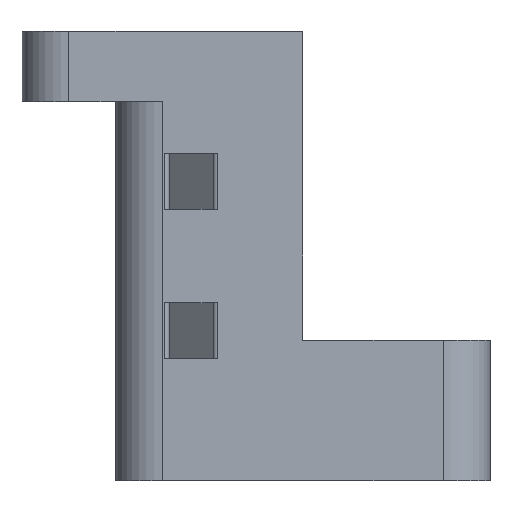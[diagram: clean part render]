
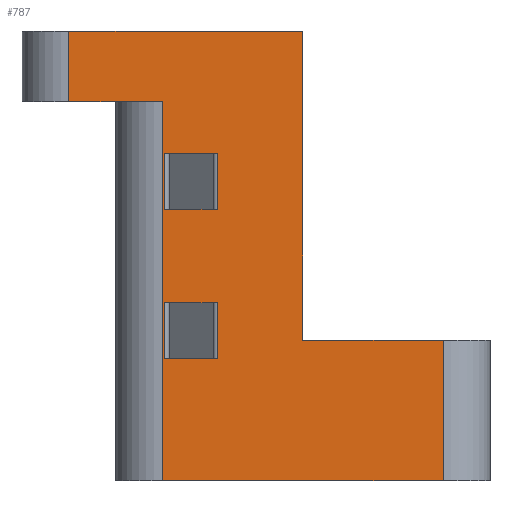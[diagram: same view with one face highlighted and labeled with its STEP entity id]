
A CAD part, left-side view. The second image highlights one B-rep face of the part: STEP entity #787.
In plain terms, the highlighted planar face has unit normal (-1, 0, 0).
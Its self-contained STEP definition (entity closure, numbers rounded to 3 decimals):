
#17=FACE_BOUND('',#92,.T.);
#18=FACE_BOUND('',#93,.T.);
#25=PLANE('',#848);
#49=FACE_OUTER_BOUND('',#91,.T.);
#91=EDGE_LOOP('',(#554,#555,#556,#557,#558,#559,#560,#561));
#92=EDGE_LOOP('',(#562,#563,#564,#565));
#93=EDGE_LOOP('',(#566,#567,#568,#569));
#143=LINE('',#1179,#225);
#146=LINE('',#1192,#228);
#147=LINE('',#1195,#229);
#148=LINE('',#1197,#230);
#149=LINE('',#1199,#231);
#150=LINE('',#1201,#232);
#151=LINE('',#1203,#233);
#152=LINE('',#1204,#234);
#153=LINE('',#1207,#235);
#154=LINE('',#1209,#236);
#155=LINE('',#1211,#237);
#156=LINE('',#1212,#238);
#157=LINE('',#1215,#239);
#158=LINE('',#1217,#240);
#159=LINE('',#1219,#241);
#160=LINE('',#1220,#242);
#225=VECTOR('',#937,10.);
#228=VECTOR('',#950,10.);
#229=VECTOR('',#953,10.);
#230=VECTOR('',#954,10.);
#231=VECTOR('',#955,10.);
#232=VECTOR('',#956,10.);
#233=VECTOR('',#957,10.);
#234=VECTOR('',#958,10.);
#235=VECTOR('',#959,10.);
#236=VECTOR('',#960,10.);
#237=VECTOR('',#961,10.);
#238=VECTOR('',#962,10.);
#239=VECTOR('',#963,10.);
#240=VECTOR('',#964,10.);
#241=VECTOR('',#965,10.);
#242=VECTOR('',#966,10.);
#344=VERTEX_POINT('',#1176);
#345=VERTEX_POINT('',#1178);
#350=VERTEX_POINT('',#1190);
#351=VERTEX_POINT('',#1194);
#352=VERTEX_POINT('',#1196);
#353=VERTEX_POINT('',#1198);
#354=VERTEX_POINT('',#1200);
#355=VERTEX_POINT('',#1202);
#356=VERTEX_POINT('',#1205);
#357=VERTEX_POINT('',#1206);
#358=VERTEX_POINT('',#1208);
#359=VERTEX_POINT('',#1210);
#360=VERTEX_POINT('',#1213);
#361=VERTEX_POINT('',#1214);
#362=VERTEX_POINT('',#1216);
#363=VERTEX_POINT('',#1218);
#424=EDGE_CURVE('',#344,#345,#143,.T.);
#431=EDGE_CURVE('',#350,#344,#146,.T.);
#432=EDGE_CURVE('',#351,#350,#147,.T.);
#433=EDGE_CURVE('',#352,#351,#148,.T.);
#434=EDGE_CURVE('',#353,#352,#149,.T.);
#435=EDGE_CURVE('',#354,#353,#150,.T.);
#436=EDGE_CURVE('',#355,#354,#151,.T.);
#437=EDGE_CURVE('',#355,#345,#152,.T.);
#438=EDGE_CURVE('',#356,#357,#153,.T.);
#439=EDGE_CURVE('',#358,#357,#154,.T.);
#440=EDGE_CURVE('',#358,#359,#155,.T.);
#441=EDGE_CURVE('',#356,#359,#156,.T.);
#442=EDGE_CURVE('',#360,#361,#157,.T.);
#443=EDGE_CURVE('',#362,#361,#158,.T.);
#444=EDGE_CURVE('',#362,#363,#159,.T.);
#445=EDGE_CURVE('',#360,#363,#160,.T.);
#554=ORIENTED_EDGE('',*,*,#431,.F.);
#555=ORIENTED_EDGE('',*,*,#432,.F.);
#556=ORIENTED_EDGE('',*,*,#433,.F.);
#557=ORIENTED_EDGE('',*,*,#434,.F.);
#558=ORIENTED_EDGE('',*,*,#435,.F.);
#559=ORIENTED_EDGE('',*,*,#436,.F.);
#560=ORIENTED_EDGE('',*,*,#437,.T.);
#561=ORIENTED_EDGE('',*,*,#424,.F.);
#562=ORIENTED_EDGE('',*,*,#438,.T.);
#563=ORIENTED_EDGE('',*,*,#439,.F.);
#564=ORIENTED_EDGE('',*,*,#440,.T.);
#565=ORIENTED_EDGE('',*,*,#441,.F.);
#566=ORIENTED_EDGE('',*,*,#442,.T.);
#567=ORIENTED_EDGE('',*,*,#443,.F.);
#568=ORIENTED_EDGE('',*,*,#444,.T.);
#569=ORIENTED_EDGE('',*,*,#445,.F.);
#787=ADVANCED_FACE('',(#49,#17,#18),#25,.T.);
#848=AXIS2_PLACEMENT_3D('',#1193,#951,#952);
#937=DIRECTION('',(0.,-1.,0.));
#950=DIRECTION('',(0.,0.,1.));
#951=DIRECTION('center_axis',(-1.,0.,0.));
#952=DIRECTION('ref_axis',(0.,-1.,0.));
#953=DIRECTION('',(0.,1.,0.));
#954=DIRECTION('',(0.,0.,1.));
#955=DIRECTION('',(0.,1.,0.));
#956=DIRECTION('',(0.,0.,-1.));
#957=DIRECTION('',(0.,-1.,0.));
#958=DIRECTION('',(0.,0.,1.));
#959=DIRECTION('',(0.,-1.,0.));
#960=DIRECTION('',(0.,0.,1.));
#961=DIRECTION('',(0.,1.,0.));
#962=DIRECTION('',(0.,0.,-1.));
#963=DIRECTION('',(0.,-1.,0.));
#964=DIRECTION('',(0.,0.,1.));
#965=DIRECTION('',(0.,1.,0.));
#966=DIRECTION('',(0.,0.,-1.));
#1176=CARTESIAN_POINT('',(42.,27.5,24.));
#1178=CARTESIAN_POINT('',(42.,15.,24.));
#1179=CARTESIAN_POINT('',(42.,15.,24.));
#1190=CARTESIAN_POINT('',(42.,27.5,20.25));
#1192=CARTESIAN_POINT('',(42.,27.5,11.063));
#1193=CARTESIAN_POINT('Origin',(42.,25.,0.));
#1194=CARTESIAN_POINT('',(42.,22.5,20.25));
#1195=CARTESIAN_POINT('',(42.,25.,20.25));
#1196=CARTESIAN_POINT('',(42.,22.5,0.));
#1197=CARTESIAN_POINT('',(42.,22.5,0.));
#1198=CARTESIAN_POINT('',(42.,7.5,0.));
#1199=CARTESIAN_POINT('',(42.,15.,0.));
#1200=CARTESIAN_POINT('',(42.,7.5,7.5));
#1201=CARTESIAN_POINT('',(42.,7.5,1.875));
#1202=CARTESIAN_POINT('',(42.,15.,7.5));
#1203=CARTESIAN_POINT('',(42.,15.,7.5));
#1204=CARTESIAN_POINT('',(42.,15.,0.));
#1205=CARTESIAN_POINT('',(42.,22.396,17.5));
#1206=CARTESIAN_POINT('',(42.,19.568,17.5));
#1207=CARTESIAN_POINT('',(42.,23.573,17.5));
#1208=CARTESIAN_POINT('',(42.,19.568,14.5));
#1209=CARTESIAN_POINT('',(42.,19.568,8.75));
#1210=CARTESIAN_POINT('',(42.,22.396,14.5));
#1211=CARTESIAN_POINT('',(42.,23.043,14.5));
#1212=CARTESIAN_POINT('',(42.,22.396,7.25));
#1213=CARTESIAN_POINT('',(42.,22.396,9.5));
#1214=CARTESIAN_POINT('',(42.,19.568,9.5));
#1215=CARTESIAN_POINT('',(42.,23.573,9.5));
#1216=CARTESIAN_POINT('',(42.,19.568,6.5));
#1217=CARTESIAN_POINT('',(42.,19.568,4.75));
#1218=CARTESIAN_POINT('',(42.,22.396,6.5));
#1219=CARTESIAN_POINT('',(42.,23.043,6.5));
#1220=CARTESIAN_POINT('',(42.,22.396,3.25));
